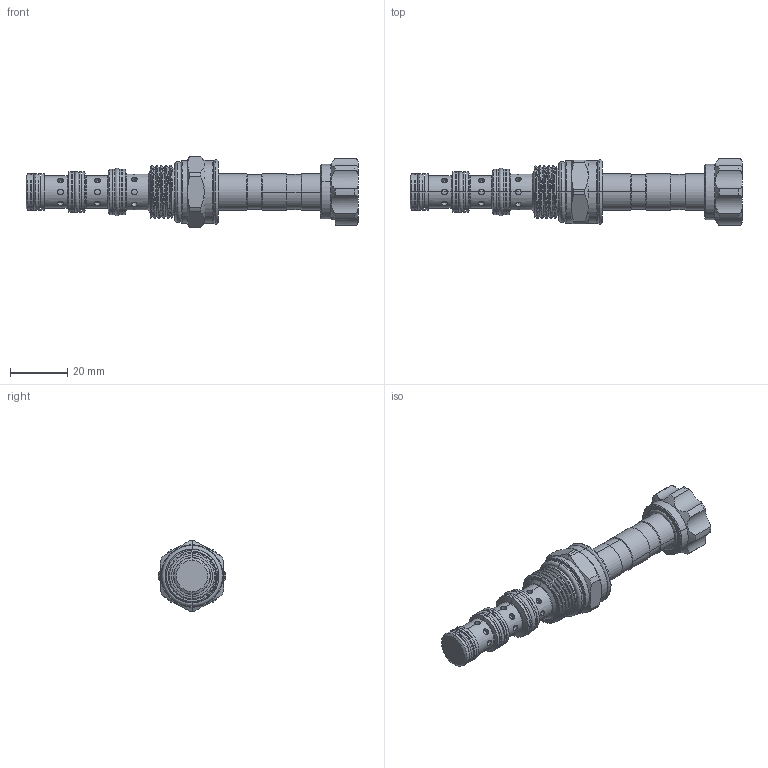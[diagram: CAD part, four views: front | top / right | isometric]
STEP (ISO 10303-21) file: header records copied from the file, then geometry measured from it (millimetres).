
FILE_DESCRIPTION (( 'STEP AP203' ), '1' );
FILE_NAME ('ES08W4A10N04.STEP', '2016-09-06T03:24:46', ( '' ), ( '' ), 'SwSTEP 2.0', 'SolidWorks 2012', '' );
FILE_SCHEMA (( 'CONFIG_CONTROL_DESIGN' ));
Length unit declared in the file: millimetre
Products named in the file (1): ES08W4A10N04
Bounding box: 116.15 x 23.79 x 24.65 mm (x, y, z)
Volume: 22333.6 mm3; surface area: 10322.2 mm2
Topology: 5 solids, 7 shells, 335 faces, 751 edges, 465 vertices
Faces by surface type: cylinder 187, torus 62, cone 41, plane 40, bspline 5
Entity records: 12146 total; most frequent: CARTESIAN_POINT 4719, DIRECTION 1563, ORIENTED_EDGE 1502, EDGE_CURVE 751, AXIS2_PLACEMENT_3D 673, VERTEX_POINT 465, EDGE_LOOP 384, CIRCLE 342
